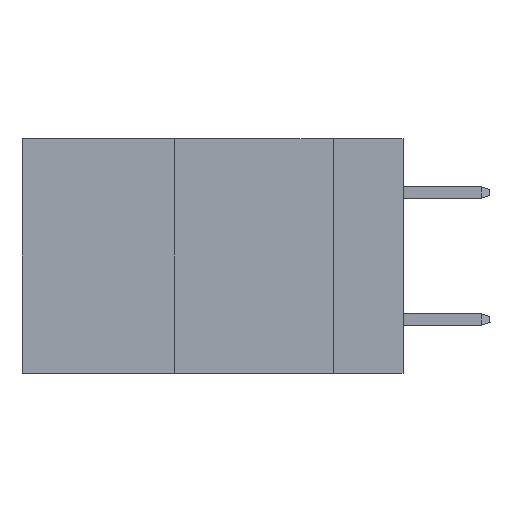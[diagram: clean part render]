
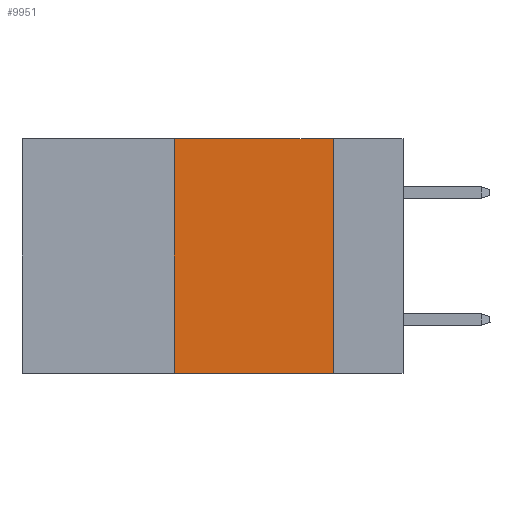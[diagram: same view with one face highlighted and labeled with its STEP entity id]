
A CAD part, left-side view. The second image highlights one B-rep face of the part: STEP entity #9951.
In plain terms, the highlighted planar face has unit normal (-1, 0, 0).
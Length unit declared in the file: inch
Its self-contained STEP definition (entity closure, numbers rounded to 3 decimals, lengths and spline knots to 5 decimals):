
#238 = CARTESIAN_POINT ( 'NONE',  ( 0., 0.11, 0. ) ) ;
#298 = ORIENTED_EDGE ( 'NONE', *, *, #16048, .T. ) ;
#440 = AXIS2_PLACEMENT_3D ( 'NONE', #18321, #5320, #15379 ) ;
#943 = FACE_OUTER_BOUND ( 'NONE', #4413, .T. ) ;
#1982 = EDGE_CURVE ( 'NONE', #6897, #10271, #2461, .T. ) ;
#2195 = VECTOR ( 'NONE', #3906, 39.37008 ) ;
#2461 = LINE ( 'NONE', #11095, #2195 ) ;
#3487 = EDGE_CURVE ( 'NONE', #4268, #6897, #5528, .T. ) ;
#3573 = CARTESIAN_POINT ( 'NONE',  ( 0., 0.6, -0.37 ) ) ;
#3769 = VERTEX_POINT ( 'NONE', #11248 ) ;
#3906 = DIRECTION ( 'NONE',  ( 0., -1., 0. ) ) ;
#4268 = VERTEX_POINT ( 'NONE', #11510 ) ;
#4413 = EDGE_LOOP ( 'NONE', ( #12783, #15751, #16192, #298 ) ) ;
#5320 = DIRECTION ( 'NONE',  ( 1., 0., 0. ) ) ;
#5412 = PLANE ( 'NONE',  #440 ) ;
#5528 = LINE ( 'NONE', #11300, #17368 ) ;
#5618 = VECTOR ( 'NONE', #9345, 39.37008 ) ;
#6030 = DIRECTION ( 'NONE',  ( 0., 0., -1. ) ) ;
#6327 = CARTESIAN_POINT ( 'NONE',  ( 0., 0.11, 0. ) ) ;
#6897 = VERTEX_POINT ( 'NONE', #16685 ) ;
#8587 = VECTOR ( 'NONE', #6030, 39.37008 ) ;
#8813 = EDGE_CURVE ( 'NONE', #10271, #3769, #13229, .T. ) ;
#9345 = DIRECTION ( 'NONE',  ( 0., -1., 0. ) ) ;
#9951 = ADVANCED_FACE ( 'NONE', ( #943 ), #5412, .F. ) ;
#10271 = VERTEX_POINT ( 'NONE', #6327 ) ;
#10767 = LINE ( 'NONE', #3573, #5618 ) ;
#11095 = CARTESIAN_POINT ( 'NONE',  ( 0., 0.6, 0. ) ) ;
#11248 = CARTESIAN_POINT ( 'NONE',  ( 0., 0.11, -0.37 ) ) ;
#11300 = CARTESIAN_POINT ( 'NONE',  ( 0., 0.36, 0. ) ) ;
#11510 = CARTESIAN_POINT ( 'NONE',  ( 0., 0.36, -0.37 ) ) ;
#12783 = ORIENTED_EDGE ( 'NONE', *, *, #8813, .F. ) ;
#13229 = LINE ( 'NONE', #238, #8587 ) ;
#15379 = DIRECTION ( 'NONE',  ( 0., 0., -1. ) ) ;
#15751 = ORIENTED_EDGE ( 'NONE', *, *, #1982, .F. ) ;
#16048 = EDGE_CURVE ( 'NONE', #4268, #3769, #10767, .T. ) ;
#16192 = ORIENTED_EDGE ( 'NONE', *, *, #3487, .F. ) ;
#16685 = CARTESIAN_POINT ( 'NONE',  ( 0., 0.36, 0. ) ) ;
#17124 = DIRECTION ( 'NONE',  ( 0., 0., 1. ) ) ;
#17368 = VECTOR ( 'NONE', #17124, 39.37008 ) ;
#18321 = CARTESIAN_POINT ( 'NONE',  ( 0., 0.6, 0. ) ) ;
